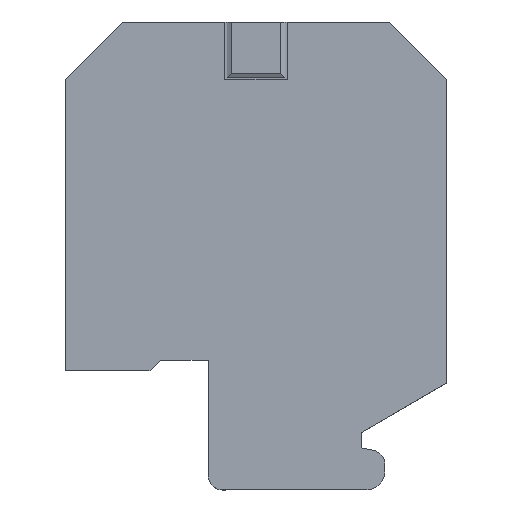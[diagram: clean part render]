
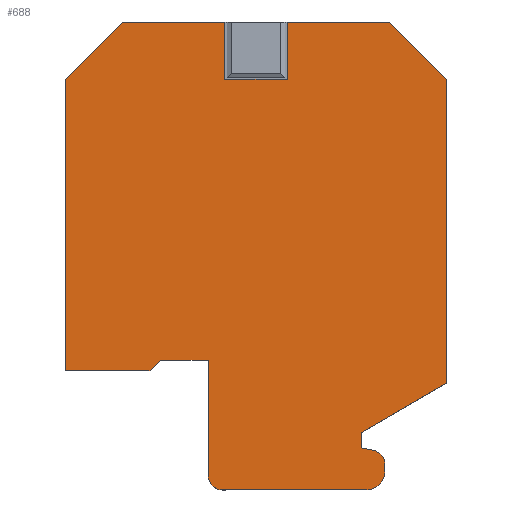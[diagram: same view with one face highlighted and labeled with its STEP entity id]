
A CAD part, top view. The second image highlights one B-rep face of the part: STEP entity #688.
In plain terms, the highlighted planar face has unit normal (0, 0, 1).
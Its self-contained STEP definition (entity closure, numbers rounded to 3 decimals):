
#23=CIRCLE('',#737,1.5);
#24=CIRCLE('',#738,2.);
#25=CIRCLE('',#739,1.5);
#77=ORIENTED_EDGE('',*,*,#267,.T.);
#78=ORIENTED_EDGE('',*,*,#255,.T.);
#79=ORIENTED_EDGE('',*,*,#232,.F.);
#80=ORIENTED_EDGE('',*,*,#268,.T.);
#81=ORIENTED_EDGE('',*,*,#235,.T.);
#82=ORIENTED_EDGE('',*,*,#266,.T.);
#83=ORIENTED_EDGE('',*,*,#269,.T.);
#84=ORIENTED_EDGE('',*,*,#270,.T.);
#85=ORIENTED_EDGE('',*,*,#271,.T.);
#86=ORIENTED_EDGE('',*,*,#272,.T.);
#87=ORIENTED_EDGE('',*,*,#228,.T.);
#88=ORIENTED_EDGE('',*,*,#273,.T.);
#89=ORIENTED_EDGE('',*,*,#274,.T.);
#90=ORIENTED_EDGE('',*,*,#275,.T.);
#91=ORIENTED_EDGE('',*,*,#276,.T.);
#92=ORIENTED_EDGE('',*,*,#277,.T.);
#93=ORIENTED_EDGE('',*,*,#278,.T.);
#94=ORIENTED_EDGE('',*,*,#279,.T.);
#95=ORIENTED_EDGE('',*,*,#280,.T.);
#96=ORIENTED_EDGE('',*,*,#281,.T.);
#97=ORIENTED_EDGE('',*,*,#282,.T.);
#228=EDGE_CURVE('',#328,#326,#393,.T.);
#232=EDGE_CURVE('',#331,#332,#397,.T.);
#235=EDGE_CURVE('',#334,#335,#400,.T.);
#255=EDGE_CURVE('',#350,#332,#420,.T.);
#266=EDGE_CURVE('',#335,#359,#431,.T.);
#267=EDGE_CURVE('',#360,#350,#432,.T.);
#268=EDGE_CURVE('',#331,#334,#433,.T.);
#269=EDGE_CURVE('',#359,#361,#434,.T.);
#270=EDGE_CURVE('',#361,#362,#435,.T.);
#271=EDGE_CURVE('',#362,#363,#436,.T.);
#272=EDGE_CURVE('',#363,#328,#437,.T.);
#273=EDGE_CURVE('',#326,#364,#438,.T.);
#274=EDGE_CURVE('',#364,#365,#23,.T.);
#275=EDGE_CURVE('',#365,#366,#439,.T.);
#276=EDGE_CURVE('',#366,#367,#24,.T.);
#277=EDGE_CURVE('',#367,#368,#440,.T.);
#278=EDGE_CURVE('',#368,#369,#25,.T.);
#279=EDGE_CURVE('',#369,#370,#441,.T.);
#280=EDGE_CURVE('',#370,#371,#442,.T.);
#281=EDGE_CURVE('',#371,#372,#443,.T.);
#282=EDGE_CURVE('',#372,#360,#444,.T.);
#326=VERTEX_POINT('',#949);
#328=VERTEX_POINT('',#952);
#331=VERTEX_POINT('',#959);
#332=VERTEX_POINT('',#961);
#334=VERTEX_POINT('',#967);
#335=VERTEX_POINT('',#968);
#350=VERTEX_POINT('',#1008);
#359=VERTEX_POINT('',#1027);
#360=VERTEX_POINT('',#1031);
#361=VERTEX_POINT('',#1034);
#362=VERTEX_POINT('',#1036);
#363=VERTEX_POINT('',#1038);
#364=VERTEX_POINT('',#1041);
#365=VERTEX_POINT('',#1043);
#366=VERTEX_POINT('',#1045);
#367=VERTEX_POINT('',#1047);
#368=VERTEX_POINT('',#1049);
#369=VERTEX_POINT('',#1051);
#370=VERTEX_POINT('',#1053);
#371=VERTEX_POINT('',#1055);
#372=VERTEX_POINT('',#1057);
#393=LINE('',#951,#486);
#397=LINE('',#960,#490);
#400=LINE('',#966,#493);
#420=LINE('',#1007,#513);
#431=LINE('',#1028,#524);
#432=LINE('',#1030,#525);
#433=LINE('',#1032,#526);
#434=LINE('',#1033,#527);
#435=LINE('',#1035,#528);
#436=LINE('',#1037,#529);
#437=LINE('',#1039,#530);
#438=LINE('',#1040,#531);
#439=LINE('',#1044,#532);
#440=LINE('',#1048,#533);
#441=LINE('',#1052,#534);
#442=LINE('',#1054,#535);
#443=LINE('',#1056,#536);
#444=LINE('',#1058,#537);
#486=VECTOR('',#774,1000.);
#490=VECTOR('',#780,1000.);
#493=VECTOR('',#785,1000.);
#513=VECTOR('',#815,1000.);
#524=VECTOR('',#826,1000.);
#525=VECTOR('',#829,1000.);
#526=VECTOR('',#830,1000.);
#527=VECTOR('',#831,1000.);
#528=VECTOR('',#832,1000.);
#529=VECTOR('',#833,1000.);
#530=VECTOR('',#834,1000.);
#531=VECTOR('',#835,1000.);
#532=VECTOR('',#838,1000.);
#533=VECTOR('',#841,1000.);
#534=VECTOR('',#844,1000.);
#535=VECTOR('',#845,1000.);
#536=VECTOR('',#846,1000.);
#537=VECTOR('',#847,1000.);
#586=EDGE_LOOP('',(#77,#78,#79,#80,#81,#82,#83,#84,#85,#86,#87,#88,#89,
#90,#91,#92,#93,#94,#95,#96,#97));
#621=FACE_BOUND('',#586,.T.);
#656=PLANE('',#736);
#688=ADVANCED_FACE('',(#621),#656,.T.);
#736=AXIS2_PLACEMENT_3D('',#1029,#827,#828);
#737=AXIS2_PLACEMENT_3D('',#1042,#836,#837);
#738=AXIS2_PLACEMENT_3D('',#1046,#839,#840);
#739=AXIS2_PLACEMENT_3D('',#1050,#842,#843);
#774=DIRECTION('',(1.,0.,0.));
#780=DIRECTION('',(0.,1.,0.));
#785=DIRECTION('',(0.,1.,0.));
#815=DIRECTION('',(-1.,0.,0.));
#826=DIRECTION('',(-1.,0.,0.));
#827=DIRECTION('',(0.,0.,1.));
#828=DIRECTION('',(1.,0.,0.));
#829=DIRECTION('',(-0.707,0.707,0.));
#830=DIRECTION('',(-1.,0.,0.));
#831=DIRECTION('',(-0.707,-0.707,0.));
#832=DIRECTION('',(0.,-1.,0.));
#833=DIRECTION('',(1.,0.,0.));
#834=DIRECTION('',(0.707,0.707,0.));
#835=DIRECTION('',(0.,-1.,0.));
#836=DIRECTION('',(0.,0.,1.));
#837=DIRECTION('',(1.,0.,0.));
#838=DIRECTION('',(1.,0.,0.));
#839=DIRECTION('',(0.,0.,1.));
#840=DIRECTION('',(-1.,0.,0.));
#841=DIRECTION('',(0.,1.,0.));
#842=DIRECTION('',(0.,0.,1.));
#843=DIRECTION('',(1.,0.,0.));
#844=DIRECTION('',(-0.982,0.191,0.));
#845=DIRECTION('',(0.,1.,0.));
#846=DIRECTION('',(0.866,0.5,0.));
#847=DIRECTION('',(0.,1.,0.));
#949=CARTESIAN_POINT('',(-5.,-11.698,6.7));
#951=CARTESIAN_POINT('',(-10.,-11.698,6.7));
#952=CARTESIAN_POINT('',(-10.,-11.698,6.7));
#959=CARTESIAN_POINT('',(3.25,17.702,6.7));
#960=CARTESIAN_POINT('',(3.25,5.202,6.7));
#961=CARTESIAN_POINT('',(3.25,23.702,6.7));
#966=CARTESIAN_POINT('',(-3.25,5.202,6.7));
#967=CARTESIAN_POINT('',(-3.25,17.702,6.7));
#968=CARTESIAN_POINT('',(-3.25,23.702,6.7));
#1007=CARTESIAN_POINT('',(14.,23.702,6.7));
#1008=CARTESIAN_POINT('',(14.,23.702,6.7));
#1027=CARTESIAN_POINT('',(-14.,23.702,6.7));
#1028=CARTESIAN_POINT('',(14.,23.702,6.7));
#1029=CARTESIAN_POINT('',(-3.5,-23.798,6.7));
#1030=CARTESIAN_POINT('',(14.,23.702,6.7));
#1031=CARTESIAN_POINT('',(20.,17.702,6.7));
#1032=CARTESIAN_POINT('',(3.25,17.702,6.7));
#1033=CARTESIAN_POINT('',(-14.,23.702,6.7));
#1034=CARTESIAN_POINT('',(-20.,17.702,6.7));
#1035=CARTESIAN_POINT('',(-20.,17.702,6.7));
#1036=CARTESIAN_POINT('',(-20.,-12.798,6.7));
#1037=CARTESIAN_POINT('',(-20.,-12.798,6.7));
#1038=CARTESIAN_POINT('',(-11.1,-12.798,6.7));
#1039=CARTESIAN_POINT('',(-11.1,-12.798,6.7));
#1040=CARTESIAN_POINT('',(-5.,-11.698,6.7));
#1041=CARTESIAN_POINT('',(-5.,-23.798,6.7));
#1042=CARTESIAN_POINT('',(-3.5,-23.798,6.7));
#1043=CARTESIAN_POINT('',(-3.5,-25.298,6.7));
#1044=CARTESIAN_POINT('',(-3.5,-25.298,6.7));
#1045=CARTESIAN_POINT('',(11.5,-25.298,6.7));
#1046=CARTESIAN_POINT('',(11.5,-23.298,6.7));
#1047=CARTESIAN_POINT('',(13.5,-23.298,6.7));
#1048=CARTESIAN_POINT('',(13.5,-23.298,6.7));
#1049=CARTESIAN_POINT('',(13.5,-22.621,6.7));
#1050=CARTESIAN_POINT('',(12.,-22.621,6.7));
#1051=CARTESIAN_POINT('',(12.286,-21.148,6.7));
#1052=CARTESIAN_POINT('',(12.286,-21.148,6.7));
#1053=CARTESIAN_POINT('',(11.,-20.898,6.7));
#1054=CARTESIAN_POINT('',(11.,-20.898,6.7));
#1055=CARTESIAN_POINT('',(11.,-19.298,6.7));
#1056=CARTESIAN_POINT('',(11.,-19.298,6.7));
#1057=CARTESIAN_POINT('',(20.,-14.102,6.7));
#1058=CARTESIAN_POINT('',(20.,-14.102,6.7));
